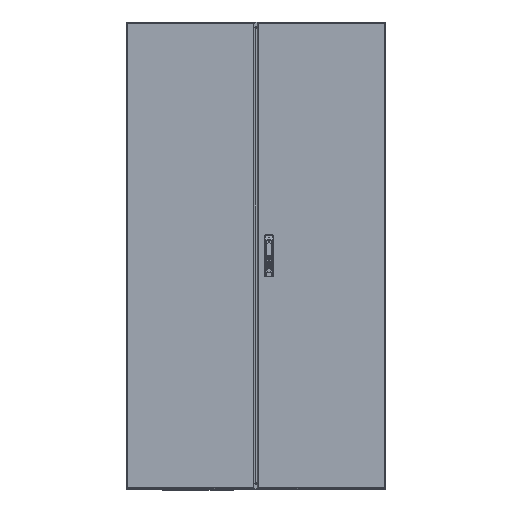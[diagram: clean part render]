
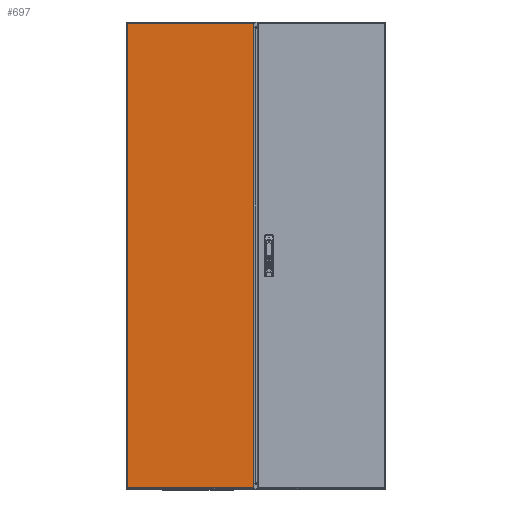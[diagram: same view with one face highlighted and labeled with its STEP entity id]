
A CAD part, top view. The second image highlights one B-rep face of the part: STEP entity #697.
In plain terms, the highlighted face is planar.
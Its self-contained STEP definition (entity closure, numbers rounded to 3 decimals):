
#697 = ADVANCED_FACE ( 'NONE', ( #98929 ), #82261, .F. ) ;
#2801 = CARTESIAN_POINT ( 'NONE',  ( -489.3, -4487.5, -1.5 ) ) ;
#2813 = DIRECTION ( 'NONE',  ( 0., 1., 0. ) ) ;
#2834 = DIRECTION ( 'NONE',  ( 1., 0., 0. ) ) ;
#2839 = CARTESIAN_POINT ( 'NONE',  ( -492., 894.8, -1.5 ) ) ;
#2843 = DIRECTION ( 'NONE',  ( 1., 0., 0. ) ) ;
#2861 = CARTESIAN_POINT ( 'NONE',  ( -492., -894.8, -1.5 ) ) ;
#2892 = CARTESIAN_POINT ( 'NONE',  ( -2.7, 897.5, -1.5 ) ) ;
#2906 = DIRECTION ( 'NONE',  ( 0., -1., 0. ) ) ;
#5051 = VECTOR ( 'NONE', #2843, 1000. ) ;
#5054 = LINE ( 'NONE', #2801, #5075 ) ;
#5058 = VECTOR ( 'NONE', #2834, 1000. ) ;
#5059 = LINE ( 'NONE', #2861, #5058 ) ;
#5064 = LINE ( 'NONE', #2892, #5065 ) ;
#5065 = VECTOR ( 'NONE', #2906, 1000. ) ;
#5066 = LINE ( 'NONE', #2839, #5051 ) ;
#5075 = VECTOR ( 'NONE', #2813, 1000. ) ;
#18324 = AXIS2_PLACEMENT_3D ( 'NONE', #82266, #82293, #82286 ) ;
#26530 = VERTEX_POINT ( 'NONE', #49318 ) ;
#27667 = ORIENTED_EDGE ( 'NONE', *, *, #91148, .T. ) ;
#27713 = ORIENTED_EDGE ( 'NONE', *, *, #91147, .F. ) ;
#27715 = ORIENTED_EDGE ( 'NONE', *, *, #91129, .T. ) ;
#27761 = ORIENTED_EDGE ( 'NONE', *, *, #91154, .T. ) ;
#34187 = CARTESIAN_POINT ( 'NONE',  ( -489.3, -894.8, -1.5 ) ) ;
#34202 = CARTESIAN_POINT ( 'NONE',  ( -2.7, -894.8, -1.5 ) ) ;
#34452 = CARTESIAN_POINT ( 'NONE',  ( -489.3, 894.8, -1.5 ) ) ;
#49318 = CARTESIAN_POINT ( 'NONE',  ( -2.7, 894.8, -1.5 ) ) ;
#51357 = VERTEX_POINT ( 'NONE', #34187 ) ;
#51364 = VERTEX_POINT ( 'NONE', #34202 ) ;
#52023 = EDGE_LOOP ( 'NONE', ( #27761, #27713, #27715, #27667 ) ) ;
#54709 = VERTEX_POINT ( 'NONE', #34452 ) ;
#82261 = PLANE ( 'NONE',  #18324 ) ;
#82266 = CARTESIAN_POINT ( 'NONE',  ( 0., 0., -1.5 ) ) ;
#82286 = DIRECTION ( 'NONE',  ( 1., 0., 0. ) ) ;
#82293 = DIRECTION ( 'NONE',  ( 0., 0., 1. ) ) ;
#91129 = EDGE_CURVE ( 'NONE', #51357, #54709, #5054, .T. ) ;
#91147 = EDGE_CURVE ( 'NONE', #51357, #51364, #5059, .T. ) ;
#91148 = EDGE_CURVE ( 'NONE', #54709, #26530, #5066, .T. ) ;
#91154 = EDGE_CURVE ( 'NONE', #26530, #51364, #5064, .T. ) ;
#98929 = FACE_OUTER_BOUND ( 'NONE', #52023, .T. ) ;
